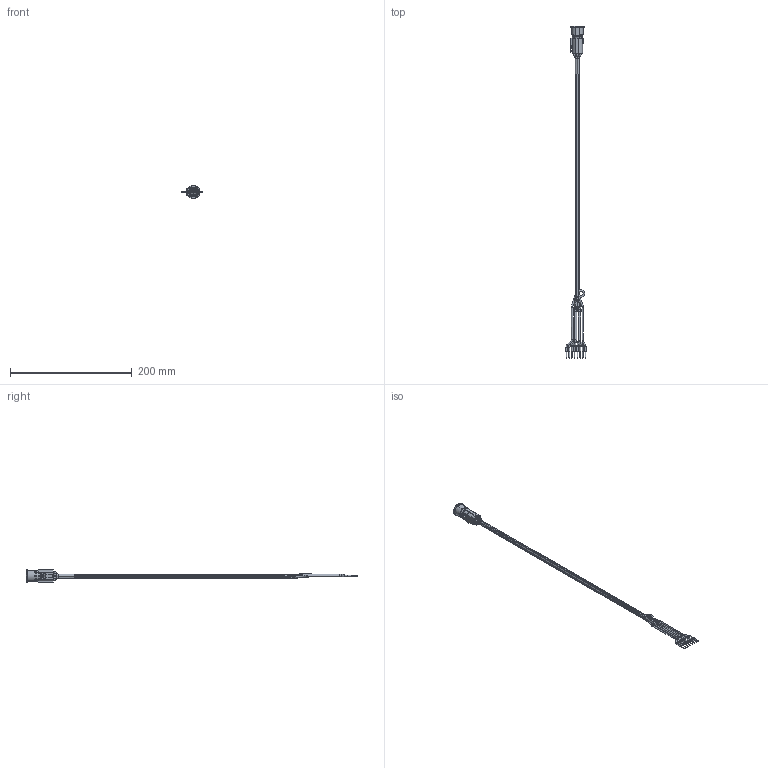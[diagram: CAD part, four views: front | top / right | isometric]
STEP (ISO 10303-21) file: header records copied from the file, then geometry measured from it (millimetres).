
FILE_DESCRIPTION(/* description */ (''),/* implementation_level */ '2;1');
FILE_NAME(/* name */ 'ULV4FPGxx5xx.stp',/* time_stamp */ '2024-03-06T13:16:29-06:00',/* author */ ('mroman'),/* organization */ (''),/* preprocessor_version */ 'ST-DEVELOPER v18.1',/* originating_system */ 'Autodesk Inventor 2022',/* authorisation */ '');
FILE_SCHEMA (('AUTOMOTIVE_DESIGN { 1 0 10303 214 3 1 1 }'));
Length unit declared in the file: millimetre
Products named in the file (1): ULV4FPxx5xx
Bounding box: 33 x 545 x 22 mm (x, y, z)
Volume: 27006.8 mm3; surface area: 46536 mm2
Topology: 2 solids, 2 shells, 723 faces, 2021 edges, 1309 vertices
Faces by surface type: plane 452, cylinder 160, bspline 69, torus 39, cone 3
Full cylindrical faces by diameter (mm): 1.1 x8, 2.2 x40, 13.3 x1, 14.7 x1, 15.5 x1, 17.5 x2, 22 x1
Entity records: 24546 total; most frequent: CARTESIAN_POINT 5761, ORIENTED_EDGE 4056, DIRECTION 3732, EDGE_CURVE 2028, LINE 1346, VECTOR 1346, VERTEX_POINT 1310, AXIS2_PLACEMENT_3D 1193
